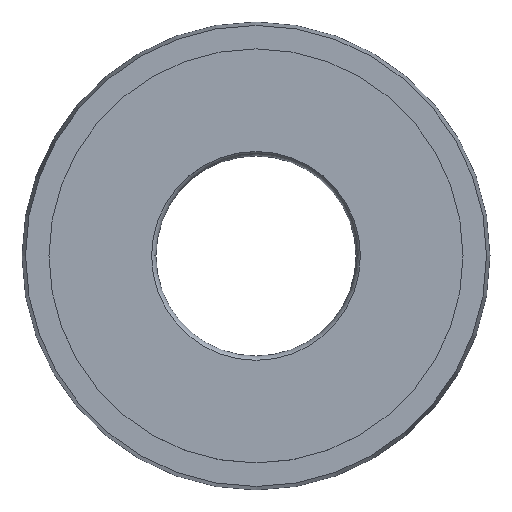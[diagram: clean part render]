
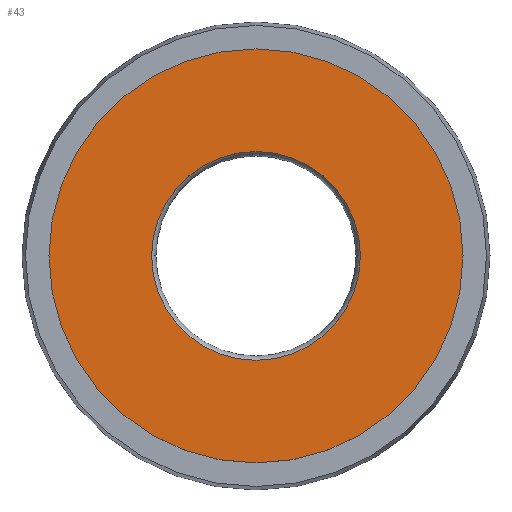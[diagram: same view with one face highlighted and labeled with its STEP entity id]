
A CAD part, top view. The second image highlights one B-rep face of the part: STEP entity #43.
In plain terms, the highlighted planar face has unit normal (0, 0, 1).
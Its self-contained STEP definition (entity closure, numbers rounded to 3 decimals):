
#5 = DIRECTION ( 'NONE',  ( 1., 0., 0. ) ) ;
#13 = VERTEX_POINT ( 'NONE', #163 ) ;
#22 = CARTESIAN_POINT ( 'NONE',  ( 0., 0., 0. ) ) ;
#28 = ORIENTED_EDGE ( 'NONE', *, *, #31, .F. ) ;
#31 = EDGE_CURVE ( 'NONE', #233, #227, #452, .T. ) ;
#39 = EDGE_CURVE ( 'NONE', #180, #13, #282, .T. ) ;
#43 = ADVANCED_FACE ( 'NONE', ( #184, #52 ), #222, .F. ) ;
#52 = FACE_OUTER_BOUND ( 'NONE', #341, .T. ) ;
#55 = EDGE_CURVE ( 'NONE', #13, #180, #365, .T. ) ;
#75 = DIRECTION ( 'NONE',  ( 1., 0., 0. ) ) ;
#118 = AXIS2_PLACEMENT_3D ( 'NONE', #355, #308, #5 ) ;
#163 = CARTESIAN_POINT ( 'NONE',  ( 11.9, 0., 0. ) ) ;
#180 = VERTEX_POINT ( 'NONE', #517 ) ;
#184 = FACE_BOUND ( 'NONE', #219, .T. ) ;
#211 = DIRECTION ( 'NONE',  ( 0., 0., 1. ) ) ;
#219 = EDGE_LOOP ( 'NONE', ( #28, #413 ) ) ;
#222 = PLANE ( 'NONE',  #377 ) ;
#227 = VERTEX_POINT ( 'NONE', #586 ) ;
#233 = VERTEX_POINT ( 'NONE', #589 ) ;
#256 = ORIENTED_EDGE ( 'NONE', *, *, #55, .T. ) ;
#272 = DIRECTION ( 'NONE',  ( -1., 0., 0. ) ) ;
#277 = DIRECTION ( 'NONE',  ( 0., 0., -1. ) ) ;
#282 = CIRCLE ( 'NONE', #542, 11.9 ) ;
#308 = DIRECTION ( 'NONE',  ( 0., 0., 1. ) ) ;
#340 = AXIS2_PLACEMENT_3D ( 'NONE', #474, #584, #75 ) ;
#341 = EDGE_LOOP ( 'NONE', ( #256, #430 ) ) ;
#355 = CARTESIAN_POINT ( 'NONE',  ( 0., 0., 0. ) ) ;
#365 = CIRCLE ( 'NONE', #340, 11.9 ) ;
#377 = AXIS2_PLACEMENT_3D ( 'NONE', #22, #277, #272 ) ;
#379 = CARTESIAN_POINT ( 'NONE',  ( 0., 0., 0. ) ) ;
#404 = EDGE_CURVE ( 'NONE', #227, #233, #420, .T. ) ;
#413 = ORIENTED_EDGE ( 'NONE', *, *, #404, .F. ) ;
#420 = CIRCLE ( 'NONE', #118, 6. ) ;
#424 = DIRECTION ( 'NONE',  ( 1., 0., 0. ) ) ;
#430 = ORIENTED_EDGE ( 'NONE', *, *, #39, .T. ) ;
#452 = CIRCLE ( 'NONE', #625, 6. ) ;
#474 = CARTESIAN_POINT ( 'NONE',  ( 0., 0., 0. ) ) ;
#485 = DIRECTION ( 'NONE',  ( 0., 0., 1. ) ) ;
#517 = CARTESIAN_POINT ( 'NONE',  ( -11.9, 0., 0. ) ) ;
#542 = AXIS2_PLACEMENT_3D ( 'NONE', #379, #211, #424 ) ;
#575 = DIRECTION ( 'NONE',  ( 1., 0., 0. ) ) ;
#577 = CARTESIAN_POINT ( 'NONE',  ( 0., 0., 0. ) ) ;
#584 = DIRECTION ( 'NONE',  ( 0., 0., 1. ) ) ;
#586 = CARTESIAN_POINT ( 'NONE',  ( -6., 0., 0. ) ) ;
#589 = CARTESIAN_POINT ( 'NONE',  ( 6., 0., 0. ) ) ;
#625 = AXIS2_PLACEMENT_3D ( 'NONE', #577, #485, #575 ) ;
